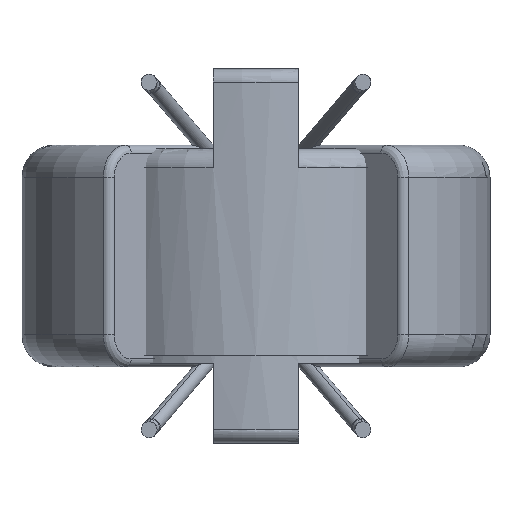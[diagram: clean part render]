
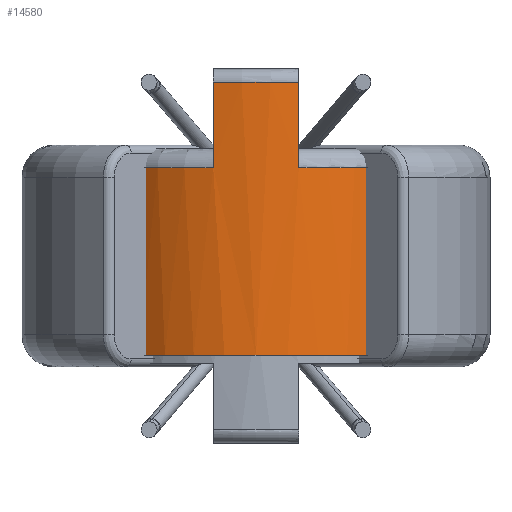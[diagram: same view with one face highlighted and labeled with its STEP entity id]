
A CAD part, front view. The second image highlights one B-rep face of the part: STEP entity #14580.
In plain terms, the highlighted cylindrical face has radius 6.815 mm (diameter 13.63 mm), a partial arc.
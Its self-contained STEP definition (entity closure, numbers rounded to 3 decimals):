
#184 = CARTESIAN_POINT ( 'NONE',  ( -1.6, -6.625, 11.683 ) ) ;
#364 = CIRCLE ( 'NONE', #7507, 6.815 ) ;
#365 = VERTEX_POINT ( 'NONE', #10490 ) ;
#449 = CARTESIAN_POINT ( 'NONE',  ( 1.6, -6.625, 6.5 ) ) ;
#1264 = DIRECTION ( 'NONE',  ( 0., 0., -1. ) ) ;
#1278 = DIRECTION ( 'NONE',  ( 0., 0., -1. ) ) ;
#1282 = VERTEX_POINT ( 'NONE', #449 ) ;
#1340 = VECTOR ( 'NONE', #7398, 1000. ) ;
#1718 = CARTESIAN_POINT ( 'NONE',  ( 0., 0., 4.005 ) ) ;
#1742 = CARTESIAN_POINT ( 'NONE',  ( 0., 0., 3.305 ) ) ;
#1862 = CIRCLE ( 'NONE', #2289, 6.815 ) ;
#1907 = EDGE_CURVE ( 'NONE', #11715, #365, #13906, .T. ) ;
#1980 = CARTESIAN_POINT ( 'NONE',  ( -6.815, 0., 3.305 ) ) ;
#2127 = DIRECTION ( 'NONE',  ( 0., 0., -1. ) ) ;
#2289 = AXIS2_PLACEMENT_3D ( 'NONE', #6640, #5037, #5150 ) ;
#2317 = ORIENTED_EDGE ( 'NONE', *, *, #4329, .F. ) ;
#2385 = DIRECTION ( 'NONE',  ( 1., 0., 0. ) ) ;
#3204 = DIRECTION ( 'NONE',  ( 0., 0., -1. ) ) ;
#3350 = CIRCLE ( 'NONE', #8560, 6.815 ) ;
#3471 = EDGE_CURVE ( 'NONE', #365, #5952, #364, .T. ) ;
#3596 = AXIS2_PLACEMENT_3D ( 'NONE', #1718, #3204, #14517 ) ;
#3631 = CYLINDRICAL_SURFACE ( 'NONE', #3596, 6.815 ) ;
#3984 = ORIENTED_EDGE ( 'NONE', *, *, #1907, .T. ) ;
#4329 = EDGE_CURVE ( 'NONE', #16154, #13552, #1862, .T. ) ;
#4729 = FACE_OUTER_BOUND ( 'NONE', #18137, .T. ) ;
#5037 = DIRECTION ( 'NONE',  ( 0., 0., -1. ) ) ;
#5150 = DIRECTION ( 'NONE',  ( 1., 0., 0. ) ) ;
#5612 = ORIENTED_EDGE ( 'NONE', *, *, #15376, .T. ) ;
#5833 = LINE ( 'NONE', #15408, #9352 ) ;
#5952 = VERTEX_POINT ( 'NONE', #1980 ) ;
#6640 = CARTESIAN_POINT ( 'NONE',  ( 0., 0., -3.705 ) ) ;
#7398 = DIRECTION ( 'NONE',  ( 0., 0., -1. ) ) ;
#7507 = AXIS2_PLACEMENT_3D ( 'NONE', #9564, #13731, #2385 ) ;
#7931 = CIRCLE ( 'NONE', #11299, 6.815 ) ;
#8560 = AXIS2_PLACEMENT_3D ( 'NONE', #1742, #10249, #15874 ) ;
#8761 = CARTESIAN_POINT ( 'NONE',  ( 6.815, 0., 3.305 ) ) ;
#9352 = VECTOR ( 'NONE', #1264, 1000. ) ;
#9390 = LINE ( 'NONE', #15925, #15743 ) ;
#9564 = CARTESIAN_POINT ( 'NONE',  ( 0., 0., 3.305 ) ) ;
#9660 = CARTESIAN_POINT ( 'NONE',  ( 1.6, -6.625, 3.305 ) ) ;
#9819 = VERTEX_POINT ( 'NONE', #9660 ) ;
#10249 = DIRECTION ( 'NONE',  ( 0., 0., -1. ) ) ;
#10345 = EDGE_CURVE ( 'NONE', #1282, #9819, #5833, .T. ) ;
#10490 = CARTESIAN_POINT ( 'NONE',  ( -1.6, -6.625, 3.305 ) ) ;
#10504 = ORIENTED_EDGE ( 'NONE', *, *, #15280, .T. ) ;
#11038 = CARTESIAN_POINT ( 'NONE',  ( -1.6, -6.625, 6.5 ) ) ;
#11299 = AXIS2_PLACEMENT_3D ( 'NONE', #15892, #2127, #13167 ) ;
#11670 = DIRECTION ( 'NONE',  ( 0., 0., -1. ) ) ;
#11715 = VERTEX_POINT ( 'NONE', #11038 ) ;
#13167 = DIRECTION ( 'NONE',  ( 1., 0., 0. ) ) ;
#13552 = VERTEX_POINT ( 'NONE', #16587 ) ;
#13731 = DIRECTION ( 'NONE',  ( 0., 0., -1. ) ) ;
#13906 = LINE ( 'NONE', #184, #1340 ) ;
#14453 = ORIENTED_EDGE ( 'NONE', *, *, #16087, .T. ) ;
#14517 = DIRECTION ( 'NONE',  ( 1., 0., 0. ) ) ;
#14564 = LINE ( 'NONE', #18053, #17591 ) ;
#14580 = ADVANCED_FACE ( 'NONE', ( #4729 ), #3631, .T. ) ;
#15280 = EDGE_CURVE ( 'NONE', #5952, #13552, #14564, .T. ) ;
#15376 = EDGE_CURVE ( 'NONE', #16672, #9819, #3350, .T. ) ;
#15408 = CARTESIAN_POINT ( 'NONE',  ( 1.6, -6.625, 11.683 ) ) ;
#15743 = VECTOR ( 'NONE', #11670, 1000. ) ;
#15874 = DIRECTION ( 'NONE',  ( 1., 0., 0. ) ) ;
#15892 = CARTESIAN_POINT ( 'NONE',  ( 0., 0., 6.5 ) ) ;
#15925 = CARTESIAN_POINT ( 'NONE',  ( 6.815, 0., 4.005 ) ) ;
#15933 = ORIENTED_EDGE ( 'NONE', *, *, #18123, .F. ) ;
#16087 = EDGE_CURVE ( 'NONE', #1282, #11715, #7931, .T. ) ;
#16154 = VERTEX_POINT ( 'NONE', #17460 ) ;
#16391 = ORIENTED_EDGE ( 'NONE', *, *, #10345, .F. ) ;
#16587 = CARTESIAN_POINT ( 'NONE',  ( -6.815, 0., -3.705 ) ) ;
#16672 = VERTEX_POINT ( 'NONE', #8761 ) ;
#17460 = CARTESIAN_POINT ( 'NONE',  ( 6.815, 0., -3.705 ) ) ;
#17591 = VECTOR ( 'NONE', #1278, 1000. ) ;
#17776 = ORIENTED_EDGE ( 'NONE', *, *, #3471, .T. ) ;
#18053 = CARTESIAN_POINT ( 'NONE',  ( -6.815, 0., 4.005 ) ) ;
#18123 = EDGE_CURVE ( 'NONE', #16672, #16154, #9390, .T. ) ;
#18137 = EDGE_LOOP ( 'NONE', ( #17776, #10504, #2317, #15933, #5612, #16391, #14453, #3984 ) ) ;
